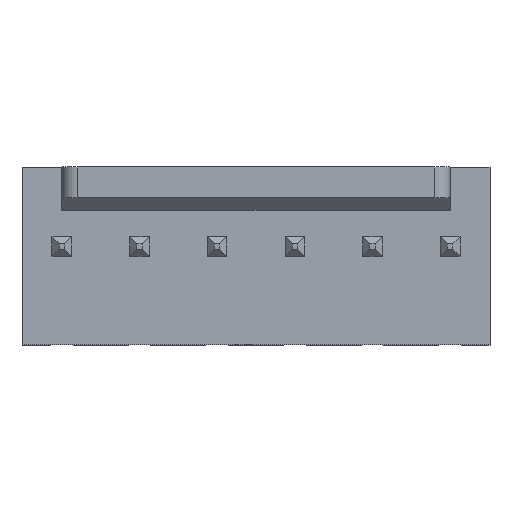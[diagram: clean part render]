
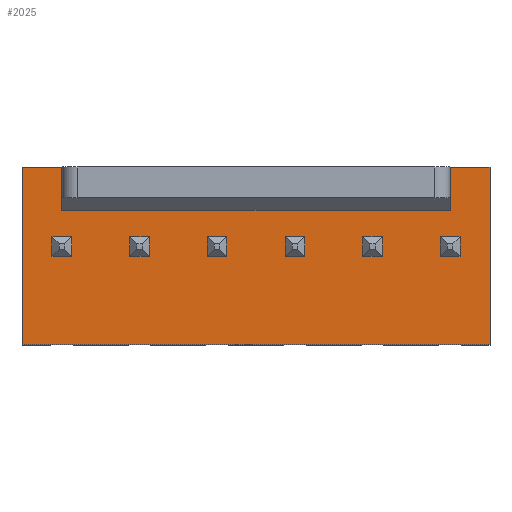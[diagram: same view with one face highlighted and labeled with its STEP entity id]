
A CAD part, top view. The second image highlights one B-rep face of the part: STEP entity #2025.
In plain terms, the highlighted planar face has unit normal (0, 0, 1).
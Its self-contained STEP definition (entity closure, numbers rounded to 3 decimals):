
#81=FACE_OUTER_BOUND('',#205,.T.);
#205=EDGE_LOOP('',(#1517,#1518,#1519,#1520,#1521,#1522,#1523,#1524));
#299=LINE('',#2848,#577);
#310=LINE('',#2875,#588);
#315=LINE('',#2887,#593);
#373=LINE('',#3007,#651);
#383=LINE('',#3023,#661);
#397=LINE('',#3052,#675);
#399=LINE('',#3055,#677);
#400=LINE('',#3057,#678);
#577=VECTOR('',#2301,10.);
#588=VECTOR('',#2326,10.);
#593=VECTOR('',#2339,10.);
#651=VECTOR('',#2435,10.);
#661=VECTOR('',#2445,10.);
#675=VECTOR('',#2475,10.);
#677=VECTOR('',#2479,10.);
#678=VECTOR('',#2482,10.);
#853=VERTEX_POINT('',#2845);
#854=VERTEX_POINT('',#2847);
#863=VERTEX_POINT('',#2873);
#866=VERTEX_POINT('',#2885);
#909=VERTEX_POINT('',#3006);
#915=VERTEX_POINT('',#3021);
#921=VERTEX_POINT('',#3049);
#922=VERTEX_POINT('',#3051);
#1027=EDGE_CURVE('',#854,#853,#299,.T.);
#1041=EDGE_CURVE('',#853,#863,#310,.T.);
#1047=EDGE_CURVE('',#863,#866,#315,.T.);
#1105=EDGE_CURVE('',#854,#909,#373,.T.);
#1115=EDGE_CURVE('',#915,#866,#383,.T.);
#1129=EDGE_CURVE('',#921,#922,#397,.T.);
#1131=EDGE_CURVE('',#909,#921,#399,.T.);
#1132=EDGE_CURVE('',#915,#922,#400,.T.);
#1517=ORIENTED_EDGE('',*,*,#1047,.T.);
#1518=ORIENTED_EDGE('',*,*,#1115,.F.);
#1519=ORIENTED_EDGE('',*,*,#1132,.T.);
#1520=ORIENTED_EDGE('',*,*,#1129,.F.);
#1521=ORIENTED_EDGE('',*,*,#1131,.F.);
#1522=ORIENTED_EDGE('',*,*,#1105,.F.);
#1523=ORIENTED_EDGE('',*,*,#1027,.T.);
#1524=ORIENTED_EDGE('',*,*,#1041,.T.);
#1901=PLANE('',#2194);
#2025=ADVANCED_FACE('',(#81),#1901,.T.);
#2194=AXIS2_PLACEMENT_3D('',#3056,#2480,#2481);
#2301=DIRECTION('',(0.,-1.,0.));
#2326=DIRECTION('',(-1.,0.,0.));
#2339=DIRECTION('',(0.,1.,0.));
#2435=DIRECTION('',(1.,0.,0.));
#2445=DIRECTION('',(1.,0.,0.));
#2475=DIRECTION('',(-1.,0.,0.));
#2479=DIRECTION('',(0.,-1.,0.));
#2480=DIRECTION('center_axis',(0.,0.,1.));
#2481=DIRECTION('ref_axis',(1.,0.,0.));
#2482=DIRECTION('',(0.,-1.,0.));
#2845=CARTESIAN_POINT('',(6.35,1.9,3.2));
#2847=CARTESIAN_POINT('',(6.35,2.9,3.2));
#2848=CARTESIAN_POINT('',(6.35,0.95,3.2));
#2873=CARTESIAN_POINT('',(-6.35,1.9,3.2));
#2875=CARTESIAN_POINT('',(-7.,1.9,3.2));
#2885=CARTESIAN_POINT('',(-6.35,2.9,3.2));
#2887=CARTESIAN_POINT('',(-6.35,1.45,3.2));
#3006=CARTESIAN_POINT('',(7.65,2.9,3.2));
#3007=CARTESIAN_POINT('',(7.65,2.9,3.2));
#3021=CARTESIAN_POINT('',(-7.65,2.9,3.2));
#3023=CARTESIAN_POINT('',(7.65,2.9,3.2));
#3049=CARTESIAN_POINT('',(7.65,-2.9,3.2));
#3051=CARTESIAN_POINT('',(-7.65,-2.9,3.2));
#3052=CARTESIAN_POINT('',(7.65,-2.9,3.2));
#3055=CARTESIAN_POINT('',(7.65,0.,3.2));
#3056=CARTESIAN_POINT('Origin',(-7.65,0.,3.2));
#3057=CARTESIAN_POINT('',(-7.65,0.,3.2));
